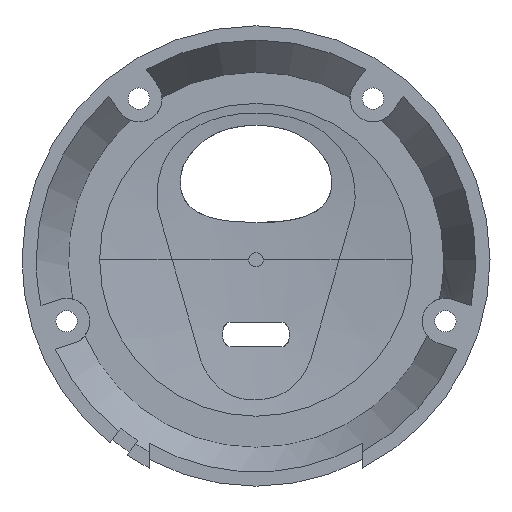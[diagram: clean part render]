
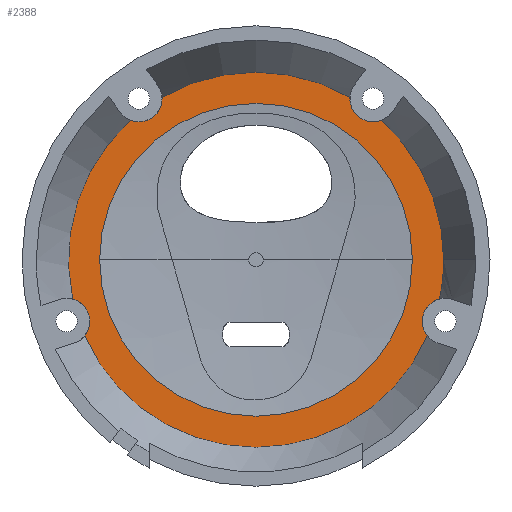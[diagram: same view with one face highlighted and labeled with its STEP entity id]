
A CAD part, front view. The second image highlights one B-rep face of the part: STEP entity #2388.
In plain terms, the highlighted planar face has unit normal (0, -1, 0).
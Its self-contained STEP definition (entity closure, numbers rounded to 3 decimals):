
#34 = EDGE_CURVE ( 'NONE', #4942, #2183, #1355, .T. ) ;
#43 = PLANE ( 'NONE',  #323 ) ;
#86 = CARTESIAN_POINT ( 'NONE',  ( 0., -4., 0. ) ) ;
#89 = DIRECTION ( 'NONE',  ( 1., 0., 0. ) ) ;
#148 = ORIENTED_EDGE ( 'NONE', *, *, #2979, .T. ) ;
#170 = CIRCLE ( 'NONE', #2291, 26.38 ) ;
#323 = AXIS2_PLACEMENT_3D ( 'NONE', #4537, #3091, #6064 ) ;
#354 = CARTESIAN_POINT ( 'NONE',  ( 0., -4., 0. ) ) ;
#383 = DIRECTION ( 'NONE',  ( 0., 1., 0. ) ) ;
#434 = DIRECTION ( 'NONE',  ( -1., 0., 0. ) ) ;
#470 = CARTESIAN_POINT ( 'NONE',  ( 25.798, -4., -5.511 ) ) ;
#539 = ORIENTED_EDGE ( 'NONE', *, *, #4548, .F. ) ;
#540 = AXIS2_PLACEMENT_3D ( 'NONE', #5829, #3012, #4461 ) ;
#722 = VERTEX_POINT ( 'NONE', #3681 ) ;
#755 = CARTESIAN_POINT ( 'NONE',  ( -24.11, -4., -10.705 ) ) ;
#885 = CARTESIAN_POINT ( 'NONE',  ( -16.458, -4., 22.652 ) ) ;
#1010 = CARTESIAN_POINT ( 'NONE',  ( -13.208, -4., 22.652 ) ) ;
#1011 = DIRECTION ( 'NONE',  ( 0., 1., 0. ) ) ;
#1021 = VERTEX_POINT ( 'NONE', #470 ) ;
#1074 = FACE_OUTER_BOUND ( 'NONE', #4360, .T. ) ;
#1237 = ORIENTED_EDGE ( 'NONE', *, *, #5787, .T. ) ;
#1247 = VERTEX_POINT ( 'NONE', #3410 ) ;
#1269 = CIRCLE ( 'NONE', #6340, 3.25 ) ;
#1355 = CIRCLE ( 'NONE', #2935, 3.25 ) ;
#1422 = ORIENTED_EDGE ( 'NONE', *, *, #6416, .F. ) ;
#1434 = CARTESIAN_POINT ( 'NONE',  ( -13.213, -4., 22.832 ) ) ;
#1456 = AXIS2_PLACEMENT_3D ( 'NONE', #4604, #1011, #2996 ) ;
#1470 = EDGE_CURVE ( 'NONE', #5168, #1247, #2946, .T. ) ;
#1643 = CARTESIAN_POINT ( 'NONE',  ( -26.63, -4., -8.652 ) ) ;
#1706 = EDGE_CURVE ( 'NONE', #6144, #2183, #5802, .T. ) ;
#1776 = VERTEX_POINT ( 'NONE', #4325 ) ;
#1929 = EDGE_CURVE ( 'NONE', #6534, #722, #4330, .T. ) ;
#2036 = CARTESIAN_POINT ( 'NONE',  ( 26.63, -4., -8.652 ) ) ;
#2149 = VERTEX_POINT ( 'NONE', #6396 ) ;
#2183 = VERTEX_POINT ( 'NONE', #755 ) ;
#2290 = CARTESIAN_POINT ( 'NONE',  ( 0., -4., 0. ) ) ;
#2291 = AXIS2_PLACEMENT_3D ( 'NONE', #4302, #5744, #5678 ) ;
#2388 = ADVANCED_FACE ( 'NONE', ( #1074, #4600 ), #43, .T. ) ;
#2401 = DIRECTION ( 'NONE',  ( 1., 0., 0. ) ) ;
#2412 = CARTESIAN_POINT ( 'NONE',  ( 0., -4., 0. ) ) ;
#2517 = CARTESIAN_POINT ( 'NONE',  ( 16.458, -4., 22.652 ) ) ;
#2627 = DIRECTION ( 'NONE',  ( -1., 0., 0. ) ) ;
#2633 = ORIENTED_EDGE ( 'NONE', *, *, #5375, .T. ) ;
#2704 = DIRECTION ( 'NONE',  ( -1., 0., 0. ) ) ;
#2867 = EDGE_CURVE ( 'NONE', #5168, #4672, #1269, .T. ) ;
#2907 = VERTEX_POINT ( 'NONE', #5107 ) ;
#2935 = AXIS2_PLACEMENT_3D ( 'NONE', #1643, #5239, #4159 ) ;
#2946 = CIRCLE ( 'NONE', #5266, 26.38 ) ;
#2979 = EDGE_CURVE ( 'NONE', #2907, #4942, #5287, .T. ) ;
#2996 = DIRECTION ( 'NONE',  ( 1., 0., 0. ) ) ;
#3012 = DIRECTION ( 'NONE',  ( 0., 1., 0. ) ) ;
#3091 = DIRECTION ( 'NONE',  ( 0., -1., 0. ) ) ;
#3164 = ORIENTED_EDGE ( 'NONE', *, *, #1706, .F. ) ;
#3239 = ORIENTED_EDGE ( 'NONE', *, *, #34, .T. ) ;
#3262 = CIRCLE ( 'NONE', #4833, 21.989 ) ;
#3353 = ORIENTED_EDGE ( 'NONE', *, *, #3363, .T. ) ;
#3363 = EDGE_CURVE ( 'NONE', #4672, #2149, #5032, .T. ) ;
#3365 = AXIS2_PLACEMENT_3D ( 'NONE', #2412, #4432, #434 ) ;
#3376 = AXIS2_PLACEMENT_3D ( 'NONE', #86, #4263, #2627 ) ;
#3410 = CARTESIAN_POINT ( 'NONE',  ( 13.213, -4., 22.832 ) ) ;
#3583 = DIRECTION ( 'NONE',  ( 0., 1., 0. ) ) ;
#3641 = DIRECTION ( 'NONE',  ( 0., 1., 0. ) ) ;
#3681 = CARTESIAN_POINT ( 'NONE',  ( 26.38, -4., 0. ) ) ;
#3773 = CIRCLE ( 'NONE', #4614, 3.25 ) ;
#3854 = ORIENTED_EDGE ( 'NONE', *, *, #2867, .T. ) ;
#3929 = ORIENTED_EDGE ( 'NONE', *, *, #3964, .T. ) ;
#3964 = EDGE_CURVE ( 'NONE', #6534, #1247, #3773, .T. ) ;
#4059 = DIRECTION ( 'NONE',  ( 0., 1., 0. ) ) ;
#4159 = DIRECTION ( 'NONE',  ( 1., 0., 0. ) ) ;
#4216 = CARTESIAN_POINT ( 'NONE',  ( -23.38, -4., -8.652 ) ) ;
#4242 = VERTEX_POINT ( 'NONE', #5622 ) ;
#4263 = DIRECTION ( 'NONE',  ( 0., 1., 0. ) ) ;
#4302 = CARTESIAN_POINT ( 'NONE',  ( 0., -4., 0. ) ) ;
#4325 = CARTESIAN_POINT ( 'NONE',  ( 21.989, -4., 0. ) ) ;
#4330 = CIRCLE ( 'NONE', #6121, 26.38 ) ;
#4360 = EDGE_LOOP ( 'NONE', ( #148, #3239, #3164, #1237, #1422, #6027, #3929, #5118, #3854, #3353, #539 ) ) ;
#4432 = DIRECTION ( 'NONE',  ( 0., 1., 0. ) ) ;
#4461 = DIRECTION ( 'NONE',  ( -1., 0., 0. ) ) ;
#4521 = AXIS2_PLACEMENT_3D ( 'NONE', #2036, #4059, #89 ) ;
#4537 = CARTESIAN_POINT ( 'NONE',  ( -21.989, -4., 0. ) ) ;
#4548 = EDGE_CURVE ( 'NONE', #2907, #2149, #170, .T. ) ;
#4600 = FACE_BOUND ( 'NONE', #6513, .T. ) ;
#4604 = CARTESIAN_POINT ( 'NONE',  ( -16.458, -4., 22.652 ) ) ;
#4614 = AXIS2_PLACEMENT_3D ( 'NONE', #2517, #3641, #6094 ) ;
#4647 = DIRECTION ( 'NONE',  ( 1., 0., 0. ) ) ;
#4672 = VERTEX_POINT ( 'NONE', #1010 ) ;
#4760 = CIRCLE ( 'NONE', #540, 21.989 ) ;
#4783 = DIRECTION ( 'NONE',  ( 0., 1., 0. ) ) ;
#4833 = AXIS2_PLACEMENT_3D ( 'NONE', #2290, #6292, #2704 ) ;
#4942 = VERTEX_POINT ( 'NONE', #4216 ) ;
#4949 = AXIS2_PLACEMENT_3D ( 'NONE', #5671, #6074, #4647 ) ;
#5032 = CIRCLE ( 'NONE', #1456, 3.25 ) ;
#5107 = CARTESIAN_POINT ( 'NONE',  ( -25.798, -4., -5.511 ) ) ;
#5118 = ORIENTED_EDGE ( 'NONE', *, *, #1470, .F. ) ;
#5161 = DIRECTION ( 'NONE',  ( -1., 0., 0. ) ) ;
#5168 = VERTEX_POINT ( 'NONE', #1434 ) ;
#5226 = CARTESIAN_POINT ( 'NONE',  ( 0., -4., 0. ) ) ;
#5239 = DIRECTION ( 'NONE',  ( 0., 1., 0. ) ) ;
#5266 = AXIS2_PLACEMENT_3D ( 'NONE', #354, #4783, #6441 ) ;
#5287 = CIRCLE ( 'NONE', #4949, 3.25 ) ;
#5325 = CARTESIAN_POINT ( 'NONE',  ( 17.632, -4., 19.622 ) ) ;
#5369 = CIRCLE ( 'NONE', #4521, 3.25 ) ;
#5375 = EDGE_CURVE ( 'NONE', #4242, #1776, #3262, .T. ) ;
#5622 = CARTESIAN_POINT ( 'NONE',  ( -21.989, -4., 0. ) ) ;
#5671 = CARTESIAN_POINT ( 'NONE',  ( -26.63, -4., -8.652 ) ) ;
#5678 = DIRECTION ( 'NONE',  ( -1., 0., 0. ) ) ;
#5744 = DIRECTION ( 'NONE',  ( 0., 1., 0. ) ) ;
#5787 = EDGE_CURVE ( 'NONE', #6144, #1021, #5369, .T. ) ;
#5802 = CIRCLE ( 'NONE', #3376, 26.38 ) ;
#5829 = CARTESIAN_POINT ( 'NONE',  ( 0., -4., 0. ) ) ;
#5844 = CARTESIAN_POINT ( 'NONE',  ( 24.11, -4., -10.705 ) ) ;
#6027 = ORIENTED_EDGE ( 'NONE', *, *, #1929, .F. ) ;
#6064 = DIRECTION ( 'NONE',  ( 1., 0., 0. ) ) ;
#6074 = DIRECTION ( 'NONE',  ( 0., 1., 0. ) ) ;
#6094 = DIRECTION ( 'NONE',  ( 1., 0., 0. ) ) ;
#6121 = AXIS2_PLACEMENT_3D ( 'NONE', #5226, #3583, #5161 ) ;
#6144 = VERTEX_POINT ( 'NONE', #5844 ) ;
#6292 = DIRECTION ( 'NONE',  ( 0., 1., 0. ) ) ;
#6318 = EDGE_CURVE ( 'NONE', #1776, #4242, #4760, .T. ) ;
#6325 = CIRCLE ( 'NONE', #3365, 26.38 ) ;
#6340 = AXIS2_PLACEMENT_3D ( 'NONE', #885, #383, #2401 ) ;
#6396 = CARTESIAN_POINT ( 'NONE',  ( -17.632, -4., 19.622 ) ) ;
#6416 = EDGE_CURVE ( 'NONE', #722, #1021, #6325, .T. ) ;
#6441 = DIRECTION ( 'NONE',  ( -1., 0., 0. ) ) ;
#6475 = ORIENTED_EDGE ( 'NONE', *, *, #6318, .T. ) ;
#6513 = EDGE_LOOP ( 'NONE', ( #2633, #6475 ) ) ;
#6534 = VERTEX_POINT ( 'NONE', #5325 ) ;
